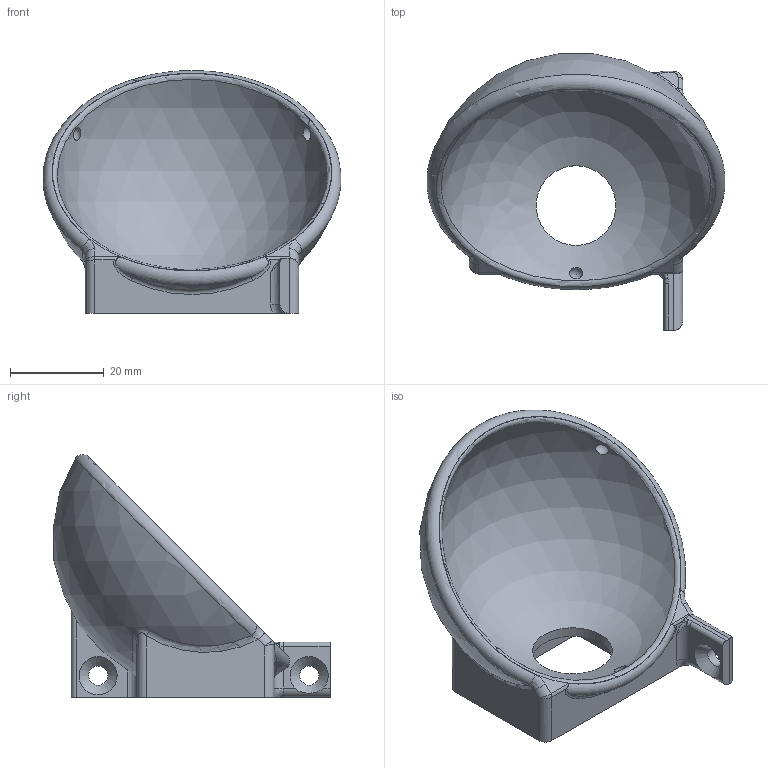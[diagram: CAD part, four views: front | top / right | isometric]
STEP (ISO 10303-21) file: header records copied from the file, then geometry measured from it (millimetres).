
FILE_DESCRIPTION(/* description */ (''),/* implementation_level */ '2;1');
FILE_NAME(/* name */ 'Top57mmTrackball30DegTentStand v4 - Base.step',/* time_stamp */ '2023-03-12T14:13:27-04:00',/* author */ (''),/* organization */ (''),/* preprocessor_version */ 'ST-DEVELOPER v19.2',/* originating_system */ 'Autodesk Translation Framework v11.17.0.187',/* authorisation */ '');
FILE_SCHEMA (('AUTOMOTIVE_DESIGN { 1 0 10303 214 3 1 1 }'));
Length unit declared in the file: millimetre
Products named in the file (2): Top57mmTrackball30DegTentStand v4 - Base; Top57mmTrackball30DegTentStand v4 - Base_1
Assembly tree (1 placements, depth 2):
  Top57mmTrackball30DegTentStand v4 - Base
    Top57mmTrackball30DegTentStand v4 - Base_1
Bounding box: 63.53 x 58.94 x 51.75 mm (x, y, z)
Volume: 22982.5 mm3; surface area: 12591.9 mm2
Topology: 1 solids, 1 shells, 79 faces, 193 edges, 113 vertices
Faces by surface type: cylinder 23, plane 19, bspline 15, torus 11, sphere 9, cone 2
Full cylindrical faces by diameter (mm): 3.9 x2, 4.1 x2, 17 x1
Entity records: 2783 total; most frequent: CARTESIAN_POINT 945, DIRECTION 373, ORIENTED_EDGE 370, EDGE_CURVE 185, AXIS2_PLACEMENT_3D 155, VERTEX_POINT 113, EDGE_LOOP 90, CIRCLE 81
